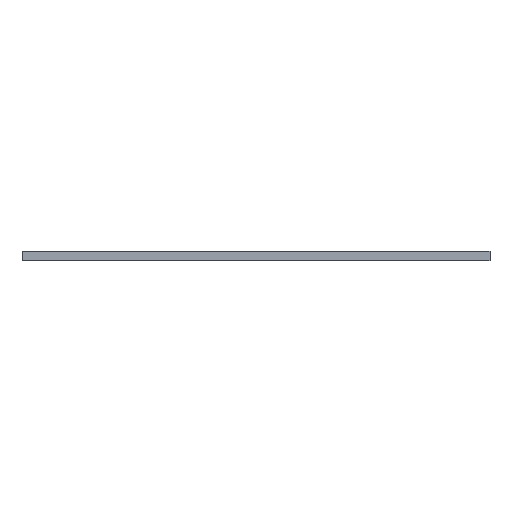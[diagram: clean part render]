
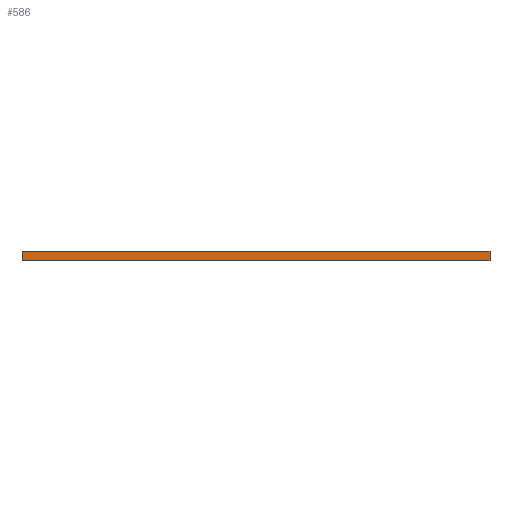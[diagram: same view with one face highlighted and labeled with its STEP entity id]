
A CAD part, left-side view. The second image highlights one B-rep face of the part: STEP entity #586.
In plain terms, the highlighted planar face has unit normal (-1, 0, 0).
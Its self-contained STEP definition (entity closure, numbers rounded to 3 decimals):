
#19 = VECTOR ( 'NONE', #1450, 1000. ) ;
#158 = LINE ( 'NONE', #1465, #698 ) ;
#401 = ORIENTED_EDGE ( 'NONE', *, *, #2727, .T. ) ;
#534 = AXIS2_PLACEMENT_3D ( 'NONE', #1765, #1643, #1631 ) ;
#586 = ADVANCED_FACE ( 'NONE', ( #1188 ), #1890, .F. ) ;
#651 = CARTESIAN_POINT ( 'NONE',  ( -92.5, -36., 1.5 ) ) ;
#679 = DIRECTION ( 'NONE',  ( 0., 0., -1. ) ) ;
#698 = VECTOR ( 'NONE', #679, 1000. ) ;
#715 = LINE ( 'NONE', #651, #19 ) ;
#756 = VERTEX_POINT ( 'NONE', #2952 ) ;
#906 = DIRECTION ( 'NONE',  ( 0., -1., 0. ) ) ;
#1112 = CARTESIAN_POINT ( 'NONE',  ( -92.5, -36., 1.5 ) ) ;
#1179 = VERTEX_POINT ( 'NONE', #2178 ) ;
#1188 = FACE_OUTER_BOUND ( 'NONE', #1488, .T. ) ;
#1197 = DIRECTION ( 'NONE',  ( 0., -1., 0. ) ) ;
#1450 = DIRECTION ( 'NONE',  ( 0., 0., -1. ) ) ;
#1465 = CARTESIAN_POINT ( 'NONE',  ( -92.5, 36., 1.5 ) ) ;
#1488 = EDGE_LOOP ( 'NONE', ( #401, #1799, #3195, #2235 ) ) ;
#1631 = DIRECTION ( 'NONE',  ( 0., 1., 0. ) ) ;
#1643 = DIRECTION ( 'NONE',  ( 1., 0., 0. ) ) ;
#1765 = CARTESIAN_POINT ( 'NONE',  ( -92.5, -31., 1.5 ) ) ;
#1789 = EDGE_CURVE ( 'NONE', #1179, #2548, #158, .T. ) ;
#1799 = ORIENTED_EDGE ( 'NONE', *, *, #2688, .F. ) ;
#1890 = PLANE ( 'NONE',  #534 ) ;
#1932 = VECTOR ( 'NONE', #1197, 1000. ) ;
#1938 = CARTESIAN_POINT ( 'NONE',  ( -92.5, 31., 1.5 ) ) ;
#2170 = VECTOR ( 'NONE', #906, 1000. ) ;
#2178 = CARTESIAN_POINT ( 'NONE',  ( -92.5, 36., 1.5 ) ) ;
#2235 = ORIENTED_EDGE ( 'NONE', *, *, #1789, .T. ) ;
#2460 = VERTEX_POINT ( 'NONE', #1112 ) ;
#2548 = VERTEX_POINT ( 'NONE', #3149 ) ;
#2593 = LINE ( 'NONE', #3204, #1932 ) ;
#2627 = EDGE_CURVE ( 'NONE', #1179, #2460, #2829, .T. ) ;
#2688 = EDGE_CURVE ( 'NONE', #2460, #756, #715, .T. ) ;
#2727 = EDGE_CURVE ( 'NONE', #2548, #756, #2593, .T. ) ;
#2829 = LINE ( 'NONE', #1938, #2170 ) ;
#2952 = CARTESIAN_POINT ( 'NONE',  ( -92.5, -36., 0. ) ) ;
#3149 = CARTESIAN_POINT ( 'NONE',  ( -92.5, 36., 0. ) ) ;
#3195 = ORIENTED_EDGE ( 'NONE', *, *, #2627, .F. ) ;
#3204 = CARTESIAN_POINT ( 'NONE',  ( -92.5, -31., 0. ) ) ;
